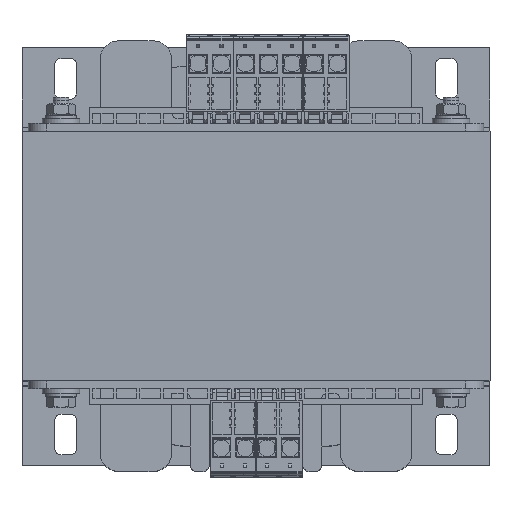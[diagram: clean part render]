
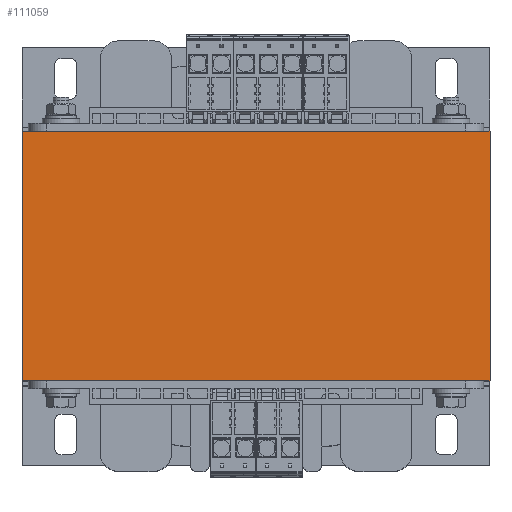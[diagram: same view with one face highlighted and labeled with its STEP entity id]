
A CAD part, top view. The second image highlights one B-rep face of the part: STEP entity #111059.
In plain terms, the highlighted planar face has unit normal (0, 0, 1).
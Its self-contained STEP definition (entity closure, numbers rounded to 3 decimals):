
#3471=FACE_OUTER_BOUND('',#9135,.T.);
#9135=EDGE_LOOP('',(#69149,#69150,#69151,#69152));
#15035=LINE('',#152810,#28954);
#15055=LINE('',#152858,#28974);
#15058=LINE('',#152864,#28977);
#15059=LINE('',#152865,#28978);
#28954=VECTOR('',#124320,10.);
#28974=VECTOR('',#124358,1.);
#28977=VECTOR('',#124363,1.);
#28978=VECTOR('',#124364,1.);
#42873=VERTEX_POINT('',#152807);
#42874=VERTEX_POINT('',#152809);
#42893=VERTEX_POINT('',#152857);
#42895=VERTEX_POINT('',#152863);
#53224=EDGE_CURVE('',#42873,#42874,#15035,.T.);
#53248=EDGE_CURVE('',#42874,#42893,#15055,.T.);
#53251=EDGE_CURVE('',#42873,#42895,#15058,.T.);
#53252=EDGE_CURVE('',#42895,#42893,#15059,.T.);
#69149=ORIENTED_EDGE('',*,*,#53251,.T.);
#69150=ORIENTED_EDGE('',*,*,#53252,.T.);
#69151=ORIENTED_EDGE('',*,*,#53248,.F.);
#69152=ORIENTED_EDGE('',*,*,#53224,.F.);
#100901=PLANE('',#117039);
#111059=ADVANCED_FACE('',(#3471),#100901,.T.);
#117039=AXIS2_PLACEMENT_3D('',#152862,#124361,#124362);
#124320=DIRECTION('',(1.,0.,0.));
#124358=DIRECTION('',(0.,-1.,0.));
#124361=DIRECTION('center_axis',(0.,0.,1.));
#124362=DIRECTION('ref_axis',(0.,-1.,0.));
#124363=DIRECTION('',(0.,-1.,0.));
#124364=DIRECTION('',(1.,0.,0.));
#152807=CARTESIAN_POINT('',(615.285,-254.691,87.5));
#152809=CARTESIAN_POINT('',(765.285,-254.691,87.5));
#152810=CARTESIAN_POINT('',(615.285,-254.691,87.5));
#152857=CARTESIAN_POINT('',(765.285,-334.691,87.5));
#152858=CARTESIAN_POINT('',(765.285,-234.691,87.5));
#152862=CARTESIAN_POINT('Origin',(615.285,-234.691,87.5));
#152863=CARTESIAN_POINT('',(615.285,-334.691,87.5));
#152864=CARTESIAN_POINT('',(615.285,-234.691,87.5));
#152865=CARTESIAN_POINT('',(765.285,-334.691,87.5));
